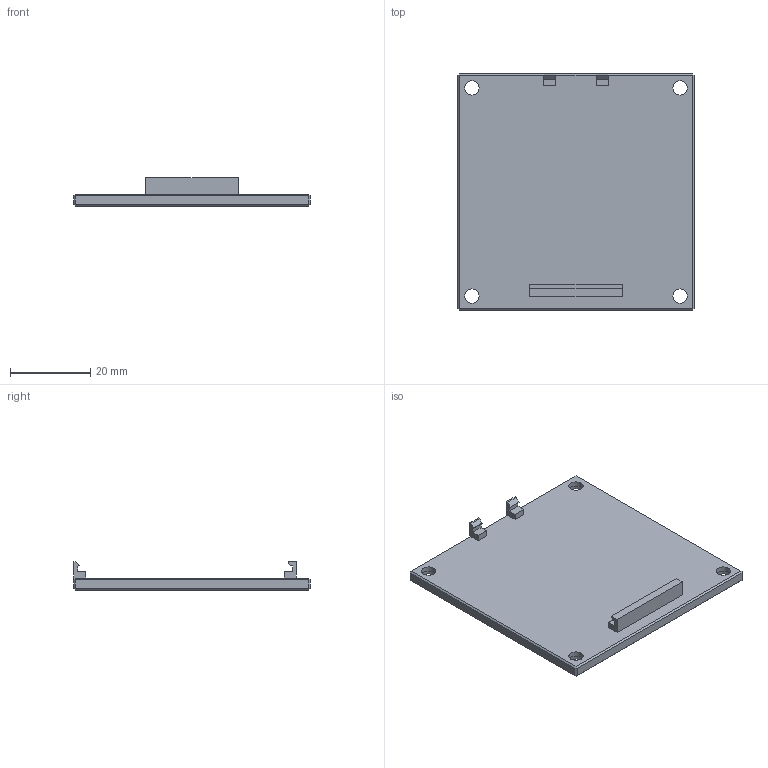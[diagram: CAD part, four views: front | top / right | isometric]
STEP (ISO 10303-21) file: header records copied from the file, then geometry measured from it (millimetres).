
FILE_DESCRIPTION(('FreeCAD Model'),'2;1');
FILE_NAME('Open CASCADE Shape Model','2024-05-10T20:12:09',(''),(''), 'Open CASCADE STEP processor 7.7','FreeCAD','Unknown');
FILE_SCHEMA(('AUTOMOTIVE_DESIGN { 1 0 10303 214 1 1 1 1 }'));
Length unit declared in the file: millimetre
Products named in the file (2): MacropadBase 🔒; BaseBody
Assembly tree (1 placements, depth 2):
  MacropadBase 🔒
    BaseBody
Bounding box: 59 x 59 x 7 mm (x, y, z)
Volume: 10381.9 mm3; surface area: 7988.8 mm2
Topology: 1 solids, 1 shells, 67 faces, 160 edges, 100 vertices
Faces by surface type: plane 59, cylinder 8
Full cylindrical faces by diameter (mm): 3.6 x4, 6 x4
Entity records: 4038 total; most frequent: CARTESIAN_POINT 673, DIRECTION 630, LINE 448, VECTOR 448, ORIENTED_EDGE 320, PCURVE 320, DEFINITIONAL_REPRESENTATION 320, EDGE_CURVE 160
